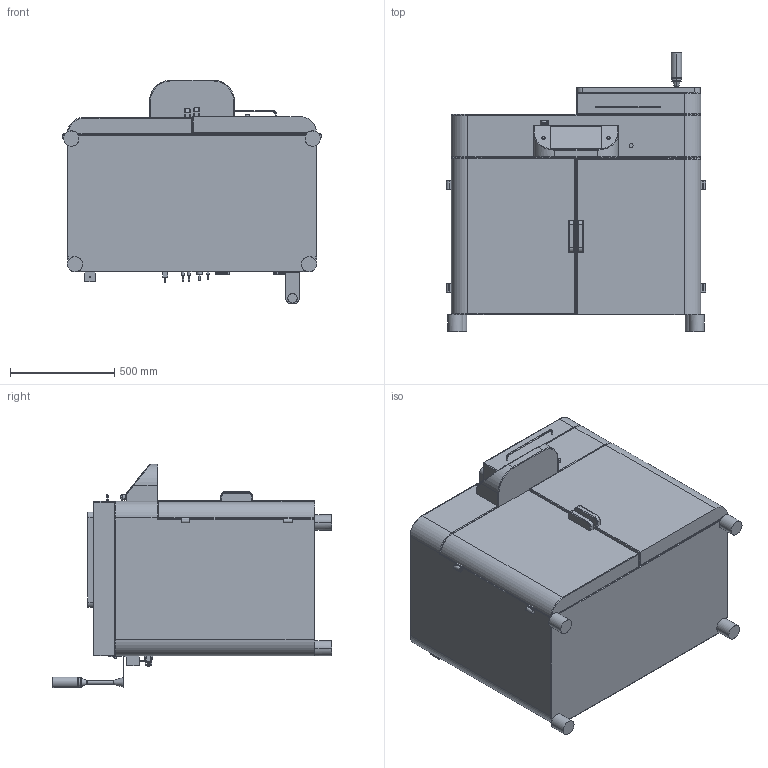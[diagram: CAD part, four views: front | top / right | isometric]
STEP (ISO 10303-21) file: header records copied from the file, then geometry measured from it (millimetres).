
FILE_DESCRIPTION((''),'2;1');
FILE_NAME('A-TB_ENVELOPE_ASM','2025-08-19T15:17:36',('bwaterworth'),(''),'CREO PARAMETRIC BY PTC INC, 2020354','CREO PARAMETRIC BY PTC INC, 2020354','');
FILE_SCHEMA(('CONFIG_CONTROL_DESIGN'));
Length unit declared in the file: inch
Products named in the file (4): A_TB_ENVELOPE_CABINET; A_TB_DOORS; A-TB_LID; A-TB_ENVELOPE_ASM
Assembly tree (4 placements, depth 2):
  A-TB_ENVELOPE_ASM
    A_TB_ENVELOPE_CABINET
    A_TB_DOORS  x2
    A-TB_LID
Bounding box: 1242.86 x 1340.58 x 1072.13 mm (x, y, z)
Volume: 906652673.7 mm3; surface area: 9003433.2 mm2
Topology: 4 solids, 4 shells, 425 faces, 1031 edges, 642 vertices
Faces by surface type: cylinder 186, plane 177, torus 40, sphere 10, cone 8, bspline 4
Entity records: 11228 total; most frequent: CARTESIAN_POINT 2226, DIRECTION 1988, ORIENTED_EDGE 1786, EDGE_CURVE 893, AXIS2_PLACEMENT_3D 745, VERTEX_POINT 556, VECTOR 498, LINE 498
